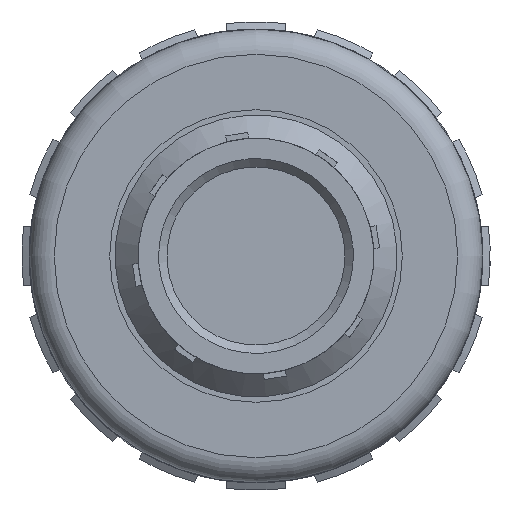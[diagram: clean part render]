
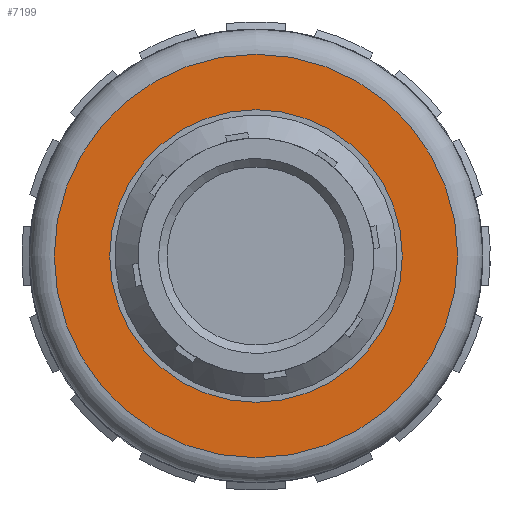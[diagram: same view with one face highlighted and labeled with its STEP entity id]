
A CAD part, front view. The second image highlights one B-rep face of the part: STEP entity #7199.
In plain terms, the highlighted planar face has unit normal (0, -1, 0).
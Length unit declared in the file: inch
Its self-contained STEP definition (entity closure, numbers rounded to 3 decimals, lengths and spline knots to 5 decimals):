
#7168=CARTESIAN_POINT('',(-1.1985,-0.496,0.));
#7169=VERTEX_POINT('',#7168);
#7170=CARTESIAN_POINT('',(0.,-0.496,0.));
#7171=DIRECTION('',(0.0,1.0,0.0));
#7172=DIRECTION('',(1.0,0.0,0.0));
#7173=AXIS2_PLACEMENT_3D('',#7170,#7171,#7172);
#7174=CIRCLE('',#7173,1.1985);
#7175=EDGE_CURVE('',#7169,#7169,#7174,.T.);
#7180=CARTESIAN_POINT('',(-1.10875,-0.496,0.));
#7181=DIRECTION('',(0.0,-1.0,0.0));
#7182=DIRECTION('',(0.0,0.0,-1.0));
#7183=AXIS2_PLACEMENT_3D('',#7180,#7181,#7182);
#7184=PLANE('',#7183);
#7185=ORIENTED_EDGE('',*,*,#7175,.F.);
#7186=EDGE_LOOP('',(#7185));
#7187=FACE_OUTER_BOUND('',#7186,.T.);
#7188=CARTESIAN_POINT('',(-0.869,-0.496,0.));
#7189=VERTEX_POINT('',#7188);
#7190=CARTESIAN_POINT('',(0.,-0.496,0.));
#7191=DIRECTION('',(0.0,-1.0,0.0));
#7192=DIRECTION('',(-1.0,0.0,0.0));
#7193=AXIS2_PLACEMENT_3D('',#7190,#7191,#7192);
#7194=CIRCLE('',#7193,0.869);
#7195=EDGE_CURVE('',#7189,#7189,#7194,.T.);
#7196=ORIENTED_EDGE('',*,*,#7195,.F.);
#7197=EDGE_LOOP('',(#7196));
#7198=FACE_BOUND('',#7197,.T.);
#7199=ADVANCED_FACE('',(#7187,#7198),#7184,.T.);
